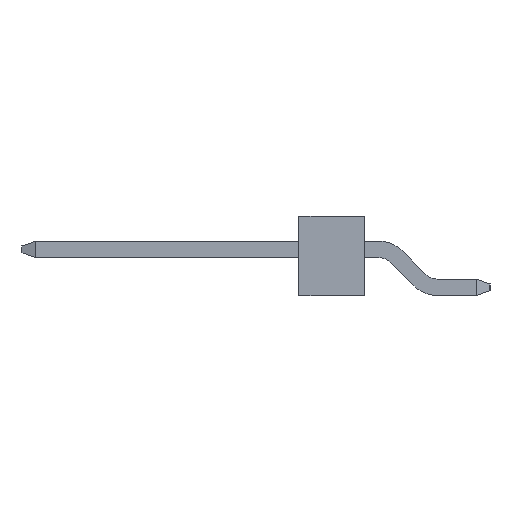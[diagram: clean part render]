
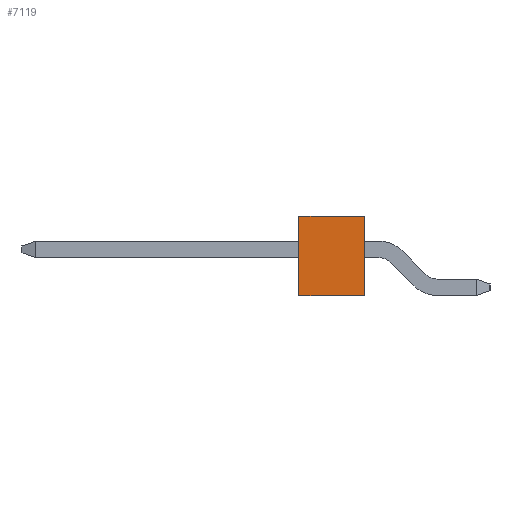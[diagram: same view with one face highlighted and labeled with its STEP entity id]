
A CAD part, left-side view. The second image highlights one B-rep face of the part: STEP entity #7119.
In plain terms, the highlighted face is planar.
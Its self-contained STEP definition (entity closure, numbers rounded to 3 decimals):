
#1402 = VERTEX_POINT('',#1403);
#1403 = CARTESIAN_POINT('',(27.94,-1.524,-1.27));
#1409 = EDGE_CURVE('',#1410,#1402,#1412,.T.);
#1410 = VERTEX_POINT('',#1411);
#1411 = CARTESIAN_POINT('',(27.94,-1.524,1.27));
#1412 = LINE('',#1413,#1414);
#1413 = CARTESIAN_POINT('',(27.94,-1.524,1.27));
#1414 = VECTOR('',#1415,1.);
#1415 = DIRECTION('',(0.,0.,-1.));
#2379 = EDGE_CURVE('',#1410,#2380,#2382,.T.);
#2380 = VERTEX_POINT('',#2381);
#2381 = CARTESIAN_POINT('',(27.94,1.524,1.27));
#2382 = LINE('',#2383,#2384);
#2383 = CARTESIAN_POINT('',(27.94,-1.524,1.27));
#2384 = VECTOR('',#2385,1.);
#2385 = DIRECTION('',(0.,1.,0.));
#5110 = VERTEX_POINT('',#5111);
#5111 = CARTESIAN_POINT('',(27.94,1.524,-1.27));
#5117 = EDGE_CURVE('',#1402,#5110,#5118,.T.);
#5118 = LINE('',#5119,#5120);
#5119 = CARTESIAN_POINT('',(27.94,-1.524,-1.27));
#5120 = VECTOR('',#5121,1.);
#5121 = DIRECTION('',(0.,1.,0.));
#5600 = EDGE_CURVE('',#2380,#5110,#5601,.T.);
#5601 = LINE('',#5602,#5603);
#5602 = CARTESIAN_POINT('',(27.94,1.524,1.27));
#5603 = VECTOR('',#5604,1.);
#5604 = DIRECTION('',(0.,0.,-1.));
#7119 = ADVANCED_FACE('',(#7120),#7126,.F.);
#7120 = FACE_BOUND('',#7121,.T.);
#7121 = EDGE_LOOP('',(#7122,#7123,#7124,#7125));
#7122 = ORIENTED_EDGE('',*,*,#5117,.T.);
#7123 = ORIENTED_EDGE('',*,*,#5600,.F.);
#7124 = ORIENTED_EDGE('',*,*,#2379,.F.);
#7125 = ORIENTED_EDGE('',*,*,#1409,.T.);
#7126 = PLANE('',#7127);
#7127 = AXIS2_PLACEMENT_3D('',#7128,#7129,#7130);
#7128 = CARTESIAN_POINT('',(27.94,-1.524,1.27));
#7129 = DIRECTION('',(-1.,0.,0.));
#7130 = DIRECTION('',(0.,0.,1.));
